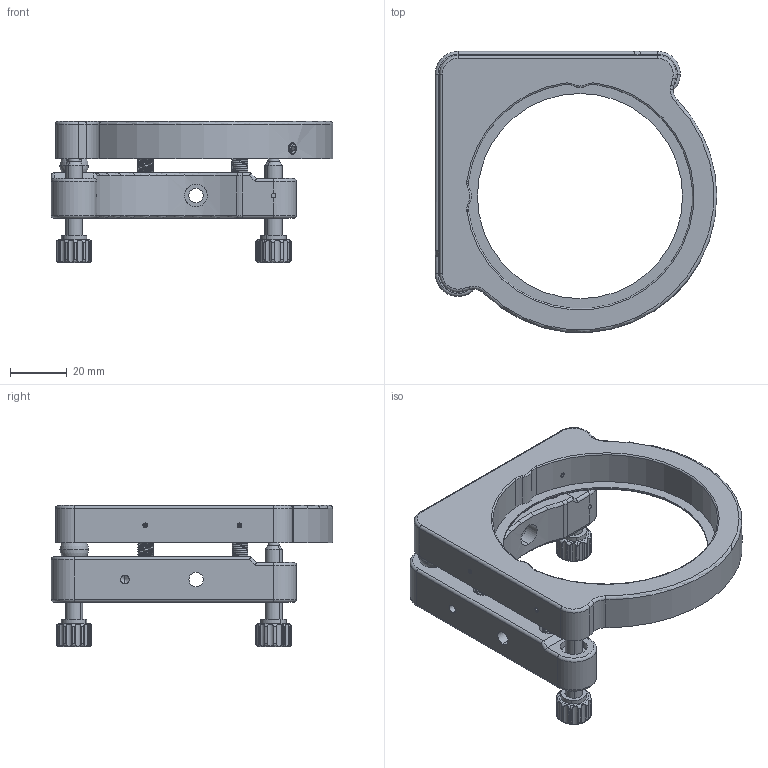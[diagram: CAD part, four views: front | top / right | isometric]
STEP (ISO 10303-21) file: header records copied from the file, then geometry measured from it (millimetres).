
FILE_DESCRIPTION (( 'STEP AP203' ), '1' );
FILE_NAME ('15868.step', '2020-11-24T13:12:47', ( '' ), ( '' ), 'SwSTEP 2.0', 'SolidWorks 2018', '' );
FILE_SCHEMA (( 'CONFIG_CONTROL_DESIGN' ));
Length unit declared in the file: centimetre
Products named in the file (1): 15868
Bounding box: 98.8 x 98.72 x 49.5 mm (x, y, z)
Volume: 80193.5 mm3; surface area: 36312.1 mm2
Topology: 30 solids, 30 shells, 638 faces, 1565 edges, 969 vertices
Faces by surface type: cylinder 327, plane 166, torus 51, cone 50, bspline 36, sphere 8
Entity records: 37877 total; most frequent: CARTESIAN_POINT 23253, DIRECTION 3036, ORIENTED_EDGE 3030, EDGE_CURVE 1515, AXIS2_PLACEMENT_3D 1202, VERTEX_POINT 955, EDGE_LOOP 704, FACE_OUTER_BOUND 640
